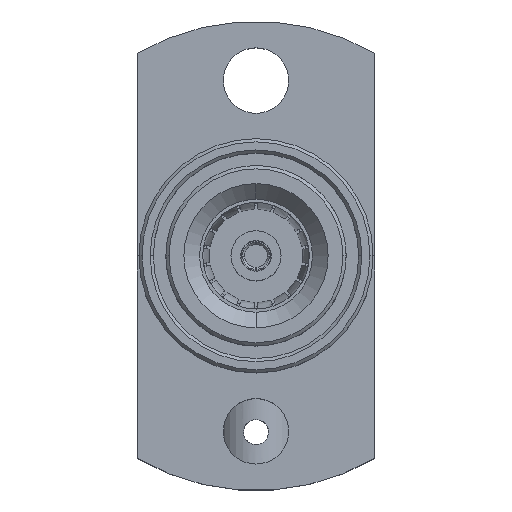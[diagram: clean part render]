
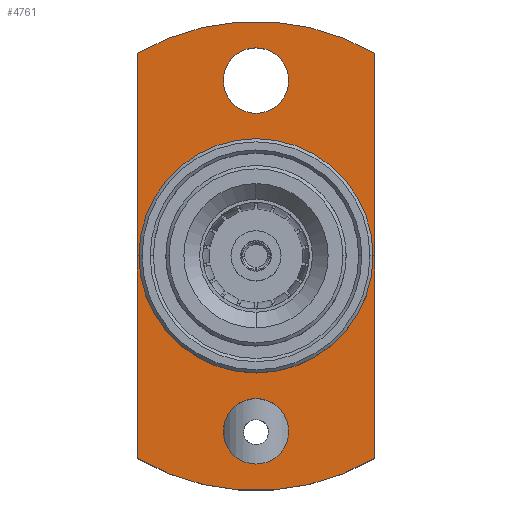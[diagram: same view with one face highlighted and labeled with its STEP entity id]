
A CAD part, top view. The second image highlights one B-rep face of the part: STEP entity #4761.
In plain terms, the highlighted planar face has unit normal (0, 0, 1).
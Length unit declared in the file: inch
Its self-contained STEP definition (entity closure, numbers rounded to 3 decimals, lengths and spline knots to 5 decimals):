
#3 = CIRCLE ( 'NONE', #3720, 0.05217 ) ;
#15 = EDGE_CURVE ( 'NONE', #2162, #5241, #6824, .T. ) ;
#185 = AXIS2_PLACEMENT_3D ( 'NONE', #2128, #4534, #3361 ) ;
#587 = CIRCLE ( 'NONE', #185, 0.05217 ) ;
#604 = LINE ( 'NONE', #7582, #1855 ) ;
#714 = DIRECTION ( 'NONE',  ( 1., 0., 0. ) ) ;
#721 = AXIS2_PLACEMENT_3D ( 'NONE', #4922, #1072, #2316 ) ;
#883 = CARTESIAN_POINT ( 'NONE',  ( 0.18661, 0., 0.03248 ) ) ;
#1038 = CIRCLE ( 'NONE', #5523, 0.05217 ) ;
#1072 = DIRECTION ( 'NONE',  ( 0., 0., 1. ) ) ;
#1089 = DIRECTION ( 'NONE',  ( 0., -1., 0. ) ) ;
#1176 = AXIS2_PLACEMENT_3D ( 'NONE', #5170, #4631, #7162 ) ;
#1248 = CIRCLE ( 'NONE', #5873, 0.05217 ) ;
#1550 = VERTEX_POINT ( 'NONE', #4248 ) ;
#1670 = DIRECTION ( 'NONE',  ( 0., 0., -1. ) ) ;
#1735 = CARTESIAN_POINT ( 'NONE',  ( 0.05217, -0.27953, 0.03248 ) ) ;
#1813 = EDGE_CURVE ( 'NONE', #1550, #5649, #587, .T. ) ;
#1855 = VECTOR ( 'NONE', #4501, 39.37008 ) ;
#1966 = DIRECTION ( 'NONE',  ( 0., 0., 1. ) ) ;
#2078 = CARTESIAN_POINT ( 'NONE',  ( 0.18898, 0.32276, 0.03248 ) ) ;
#2109 = EDGE_LOOP ( 'NONE', ( #3566, #7622, #4203, #2184 ) ) ;
#2128 = CARTESIAN_POINT ( 'NONE',  ( 0., -0.27953, 0.03248 ) ) ;
#2131 = CARTESIAN_POINT ( 'NONE',  ( 0.18898, -0.32276, 0.03248 ) ) ;
#2162 = VERTEX_POINT ( 'NONE', #2078 ) ;
#2164 = ORIENTED_EDGE ( 'NONE', *, *, #6384, .F. ) ;
#2184 = ORIENTED_EDGE ( 'NONE', *, *, #5912, .T. ) ;
#2316 = DIRECTION ( 'NONE',  ( 1., 0., 0. ) ) ;
#2449 = CARTESIAN_POINT ( 'NONE',  ( -0.18898, -0.37402, 0.03248 ) ) ;
#2450 = EDGE_CURVE ( 'NONE', #5241, #3436, #5513, .T. ) ;
#2899 = ORIENTED_EDGE ( 'NONE', *, *, #5409, .F. ) ;
#2933 = DIRECTION ( 'NONE',  ( 1., 0., 0. ) ) ;
#2960 = VERTEX_POINT ( 'NONE', #6787 ) ;
#3055 = EDGE_CURVE ( 'NONE', #6295, #3614, #1038, .T. ) ;
#3128 = CARTESIAN_POINT ( 'NONE',  ( 0., -0.27953, 0.03248 ) ) ;
#3157 = EDGE_CURVE ( 'NONE', #2960, #3176, #4731, .T. ) ;
#3176 = VERTEX_POINT ( 'NONE', #883 ) ;
#3361 = DIRECTION ( 'NONE',  ( 1., 0., 0. ) ) ;
#3436 = VERTEX_POINT ( 'NONE', #5520 ) ;
#3566 = ORIENTED_EDGE ( 'NONE', *, *, #15, .T. ) ;
#3575 = AXIS2_PLACEMENT_3D ( 'NONE', #7353, #1670, #1089 ) ;
#3614 = VERTEX_POINT ( 'NONE', #6011 ) ;
#3720 = AXIS2_PLACEMENT_3D ( 'NONE', #4024, #4647, #5264 ) ;
#3747 = DIRECTION ( 'NONE',  ( 0., 0., 1. ) ) ;
#3872 = EDGE_LOOP ( 'NONE', ( #8040, #8076 ) ) ;
#3908 = EDGE_CURVE ( 'NONE', #5649, #1550, #1248, .T. ) ;
#3961 = CARTESIAN_POINT ( 'NONE',  ( 0., 0., 0.03248 ) ) ;
#4024 = CARTESIAN_POINT ( 'NONE',  ( 0., 0.27953, 0.03248 ) ) ;
#4194 = FACE_BOUND ( 'NONE', #3872, .T. ) ;
#4203 = ORIENTED_EDGE ( 'NONE', *, *, #5647, .T. ) ;
#4232 = FACE_BOUND ( 'NONE', #7865, .T. ) ;
#4248 = CARTESIAN_POINT ( 'NONE',  ( -0.05217, -0.27953, 0.03248 ) ) ;
#4289 = DIRECTION ( 'NONE',  ( 0., 0., 1. ) ) ;
#4295 = VERTEX_POINT ( 'NONE', #2131 ) ;
#4336 = AXIS2_PLACEMENT_3D ( 'NONE', #7648, #1966, #4612 ) ;
#4444 = VECTOR ( 'NONE', #7557, 39.37008 ) ;
#4501 = DIRECTION ( 'NONE',  ( 0., 1., 0. ) ) ;
#4534 = DIRECTION ( 'NONE',  ( 0., 0., 1. ) ) ;
#4612 = DIRECTION ( 'NONE',  ( -1., 0., 0. ) ) ;
#4631 = DIRECTION ( 'NONE',  ( 0., 0., 1. ) ) ;
#4647 = DIRECTION ( 'NONE',  ( 0., 0., 1. ) ) ;
#4655 = ORIENTED_EDGE ( 'NONE', *, *, #3055, .F. ) ;
#4731 = CIRCLE ( 'NONE', #4336, 0.18661 ) ;
#4761 = ADVANCED_FACE ( 'NONE', ( #4194, #7270, #4232, #6770 ), #4814, .F. ) ;
#4814 = PLANE ( 'NONE',  #3575 ) ;
#4840 = DIRECTION ( 'NONE',  ( 0., 0., 1. ) ) ;
#4867 = CARTESIAN_POINT ( 'NONE',  ( 0., 0.27953, 0.03248 ) ) ;
#4887 = CIRCLE ( 'NONE', #8069, 0.37402 ) ;
#4922 = CARTESIAN_POINT ( 'NONE',  ( 0., 0., 0.03248 ) ) ;
#4992 = DIRECTION ( 'NONE',  ( 1., 0., 0. ) ) ;
#5012 = CARTESIAN_POINT ( 'NONE',  ( -0.18898, 0.32276, 0.03248 ) ) ;
#5170 = CARTESIAN_POINT ( 'NONE',  ( 0., 0., 0.03248 ) ) ;
#5241 = VERTEX_POINT ( 'NONE', #5012 ) ;
#5264 = DIRECTION ( 'NONE',  ( 1., 0., 0. ) ) ;
#5409 = EDGE_CURVE ( 'NONE', #3176, #2960, #7407, .T. ) ;
#5513 = LINE ( 'NONE', #2449, #4444 ) ;
#5520 = CARTESIAN_POINT ( 'NONE',  ( -0.18898, -0.32276, 0.03248 ) ) ;
#5523 = AXIS2_PLACEMENT_3D ( 'NONE', #4867, #4289, #714 ) ;
#5647 = EDGE_CURVE ( 'NONE', #3436, #4295, #4887, .T. ) ;
#5649 = VERTEX_POINT ( 'NONE', #1735 ) ;
#5847 = CARTESIAN_POINT ( 'NONE',  ( -0.05217, 0.27953, 0.03248 ) ) ;
#5873 = AXIS2_PLACEMENT_3D ( 'NONE', #3128, #3747, #4992 ) ;
#5912 = EDGE_CURVE ( 'NONE', #4295, #2162, #604, .T. ) ;
#6011 = CARTESIAN_POINT ( 'NONE',  ( 0.05217, 0.27953, 0.03248 ) ) ;
#6295 = VERTEX_POINT ( 'NONE', #5847 ) ;
#6384 = EDGE_CURVE ( 'NONE', #3614, #6295, #3, .T. ) ;
#6770 = FACE_OUTER_BOUND ( 'NONE', #2109, .T. ) ;
#6787 = CARTESIAN_POINT ( 'NONE',  ( -0.18661, 0., 0.03248 ) ) ;
#6797 = ORIENTED_EDGE ( 'NONE', *, *, #3157, .F. ) ;
#6824 = CIRCLE ( 'NONE', #721, 0.37402 ) ;
#6999 = EDGE_LOOP ( 'NONE', ( #2164, #4655 ) ) ;
#7162 = DIRECTION ( 'NONE',  ( -1., 0., 0. ) ) ;
#7270 = FACE_BOUND ( 'NONE', #6999, .T. ) ;
#7353 = CARTESIAN_POINT ( 'NONE',  ( 0., 0., 0.03248 ) ) ;
#7407 = CIRCLE ( 'NONE', #1176, 0.18661 ) ;
#7557 = DIRECTION ( 'NONE',  ( 0., -1., 0. ) ) ;
#7582 = CARTESIAN_POINT ( 'NONE',  ( 0.18898, -0.37402, 0.03248 ) ) ;
#7622 = ORIENTED_EDGE ( 'NONE', *, *, #2450, .T. ) ;
#7648 = CARTESIAN_POINT ( 'NONE',  ( 0., 0., 0.03248 ) ) ;
#7865 = EDGE_LOOP ( 'NONE', ( #6797, #2899 ) ) ;
#8040 = ORIENTED_EDGE ( 'NONE', *, *, #3908, .F. ) ;
#8069 = AXIS2_PLACEMENT_3D ( 'NONE', #3961, #4840, #2933 ) ;
#8076 = ORIENTED_EDGE ( 'NONE', *, *, #1813, .F. ) ;
